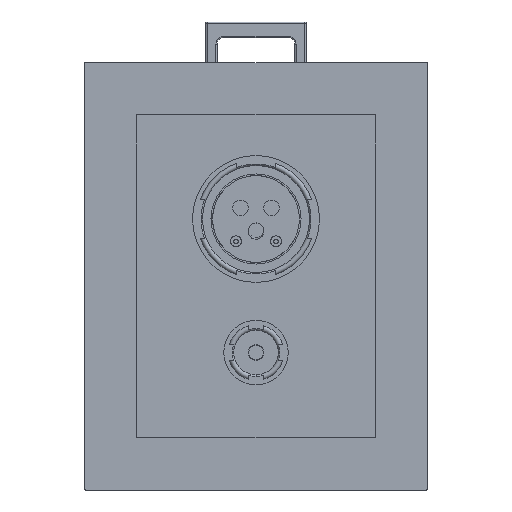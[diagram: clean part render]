
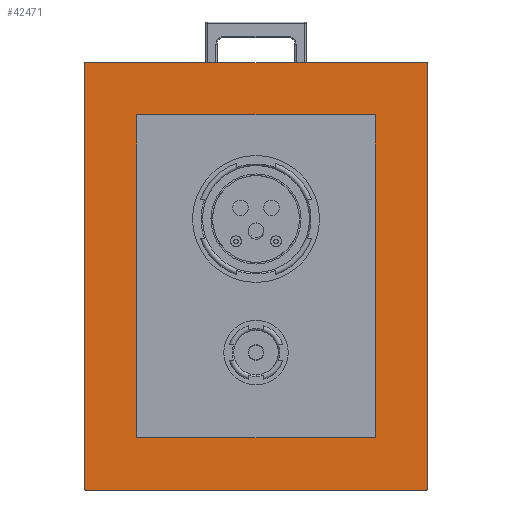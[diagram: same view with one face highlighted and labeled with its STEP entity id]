
A CAD part, front view. The second image highlights one B-rep face of the part: STEP entity #42471.
In plain terms, the highlighted planar face has unit normal (0, -1, 0).
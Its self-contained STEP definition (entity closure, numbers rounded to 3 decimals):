
#41343=CARTESIAN_POINT('',(76.5,47.2,95.25));
#41344=DIRECTION('',(0.,-1.,0.));
#41345=DIRECTION('',(1.,0.,0.));
#41346=AXIS2_PLACEMENT_3D('',#41343,#41344,#41345);
#41348=DIRECTION('',(0.,0.,-1.));
#41349=VECTOR('',#41348,191.);
#41350=CARTESIAN_POINT('',(77.,47.2,95.25));
#41351=LINE('',#41350,#41349);
#41352=CARTESIAN_POINT('',(76.5,47.2,-95.75));
#41353=DIRECTION('',(0.,-1.,0.));
#41354=DIRECTION('',(0.,0.,-1.));
#41355=AXIS2_PLACEMENT_3D('',#41352,#41353,#41354);
#41357=DIRECTION('',(-1.,0.,0.));
#41358=VECTOR('',#41357,153.);
#41359=CARTESIAN_POINT('',(76.5,47.2,-96.25));
#41360=LINE('',#41359,#41358);
#41361=CARTESIAN_POINT('',(-76.5,47.2,-95.75));
#41362=DIRECTION('',(0.,-1.,0.));
#41363=DIRECTION('',(-1.,0.,0.));
#41364=AXIS2_PLACEMENT_3D('',#41361,#41362,#41363);
#41366=DIRECTION('',(0.,0.,1.));
#41367=VECTOR('',#41366,191.);
#41368=CARTESIAN_POINT('',(-77.,47.2,-95.75));
#41369=LINE('',#41368,#41367);
#41370=CARTESIAN_POINT('',(-76.5,47.2,95.25));
#41371=DIRECTION('',(0.,-1.,0.));
#41372=DIRECTION('',(0.,0.,1.));
#41373=AXIS2_PLACEMENT_3D('',#41370,#41371,#41372);
#41375=DIRECTION('',(1.,0.,0.));
#41376=VECTOR('',#41375,153.);
#41377=CARTESIAN_POINT('',(-76.5,47.2,95.75));
#41378=LINE('',#41377,#41376);
#41459=DIRECTION('',(-1.,0.,0.));
#41460=VECTOR('',#41459,107.);
#41461=CARTESIAN_POINT('',(53.5,47.2,-72.75));
#41462=LINE('',#41461,#41460);
#41503=DIRECTION('',(0.,0.,1.));
#41504=VECTOR('',#41503,145.);
#41505=CARTESIAN_POINT('',(-53.5,47.2,-72.75));
#41506=LINE('',#41505,#41504);
#41511=DIRECTION('',(1.,0.,0.));
#41512=VECTOR('',#41511,107.);
#41513=CARTESIAN_POINT('',(-53.5,47.2,72.25));
#41514=LINE('',#41513,#41512);
#41519=DIRECTION('',(0.,0.,-1.));
#41520=VECTOR('',#41519,145.);
#41521=CARTESIAN_POINT('',(53.5,47.2,72.25));
#41522=LINE('',#41521,#41520);
#42243=CARTESIAN_POINT('',(77.,47.2,95.25));
#42244=CARTESIAN_POINT('',(76.5,47.2,95.75));
#42245=VERTEX_POINT('',#42243);
#42246=VERTEX_POINT('',#42244);
#42247=CARTESIAN_POINT('',(76.5,47.2,-96.25));
#42248=CARTESIAN_POINT('',(77.,47.2,-95.75));
#42249=VERTEX_POINT('',#42247);
#42250=VERTEX_POINT('',#42248);
#42251=CARTESIAN_POINT('',(-76.5,47.2,95.75));
#42252=CARTESIAN_POINT('',(-77.,47.2,95.25));
#42253=VERTEX_POINT('',#42251);
#42254=VERTEX_POINT('',#42252);
#42255=CARTESIAN_POINT('',(-77.,47.2,-95.75));
#42256=CARTESIAN_POINT('',(-76.5,47.2,-96.25));
#42257=VERTEX_POINT('',#42255);
#42258=VERTEX_POINT('',#42256);
#42283=CARTESIAN_POINT('',(53.5,47.2,-72.75));
#42284=CARTESIAN_POINT('',(-53.5,47.2,-72.75));
#42285=VERTEX_POINT('',#42283);
#42286=VERTEX_POINT('',#42284);
#42287=CARTESIAN_POINT('',(53.5,47.2,72.25));
#42288=VERTEX_POINT('',#42287);
#42289=CARTESIAN_POINT('',(-53.5,47.2,72.25));
#42290=VERTEX_POINT('',#42289);
#42440=CARTESIAN_POINT('',(0.,47.2,-0.25));
#42441=DIRECTION('',(0.,1.,0.));
#42442=DIRECTION('',(1.,0.,0.));
#42443=AXIS2_PLACEMENT_3D('',#42440,#42441,#42442);
#42444=PLANE('',#42443);
#42446=ORIENTED_EDGE('',*,*,#42445,.F.);
#42448=ORIENTED_EDGE('',*,*,#42447,.T.);
#42449=ORIENTED_EDGE('',*,*,#42426,.F.);
#42450=ORIENTED_EDGE('',*,*,#42308,.T.);
#42452=ORIENTED_EDGE('',*,*,#42451,.F.);
#42454=ORIENTED_EDGE('',*,*,#42453,.T.);
#42456=ORIENTED_EDGE('',*,*,#42455,.F.);
#42458=ORIENTED_EDGE('',*,*,#42457,.T.);
#42459=EDGE_LOOP('',(#42446,#42448,#42449,#42450,#42452,#42454,#42456,#42458));
#42460=FACE_OUTER_BOUND('',#42459,.F.);
#42462=ORIENTED_EDGE('',*,*,#42461,.F.);
#42464=ORIENTED_EDGE('',*,*,#42463,.F.);
#42466=ORIENTED_EDGE('',*,*,#42465,.F.);
#42468=ORIENTED_EDGE('',*,*,#42467,.F.);
#42469=EDGE_LOOP('',(#42462,#42464,#42466,#42468));
#42470=FACE_BOUND('',#42469,.F.);
#42471=ADVANCED_FACE('',(#42460,#42470),#42444,.F.);
#41347=CIRCLE('',#41346,0.5);
#41356=CIRCLE('',#41355,0.5);
#41365=CIRCLE('',#41364,0.5);
#41374=CIRCLE('',#41373,0.5);
#42308=EDGE_CURVE('',#42249,#42258,#41360,.T.);
#42426=EDGE_CURVE('',#42249,#42250,#41356,.T.);
#42445=EDGE_CURVE('',#42245,#42246,#41347,.T.);
#42447=EDGE_CURVE('',#42245,#42250,#41351,.T.);
#42451=EDGE_CURVE('',#42257,#42258,#41365,.T.);
#42453=EDGE_CURVE('',#42257,#42254,#41369,.T.);
#42455=EDGE_CURVE('',#42253,#42254,#41374,.T.);
#42457=EDGE_CURVE('',#42253,#42246,#41378,.T.);
#42461=EDGE_CURVE('',#42285,#42286,#41462,.T.);
#42463=EDGE_CURVE('',#42288,#42285,#41522,.T.);
#42465=EDGE_CURVE('',#42290,#42288,#41514,.T.);
#42467=EDGE_CURVE('',#42286,#42290,#41506,.T.);
